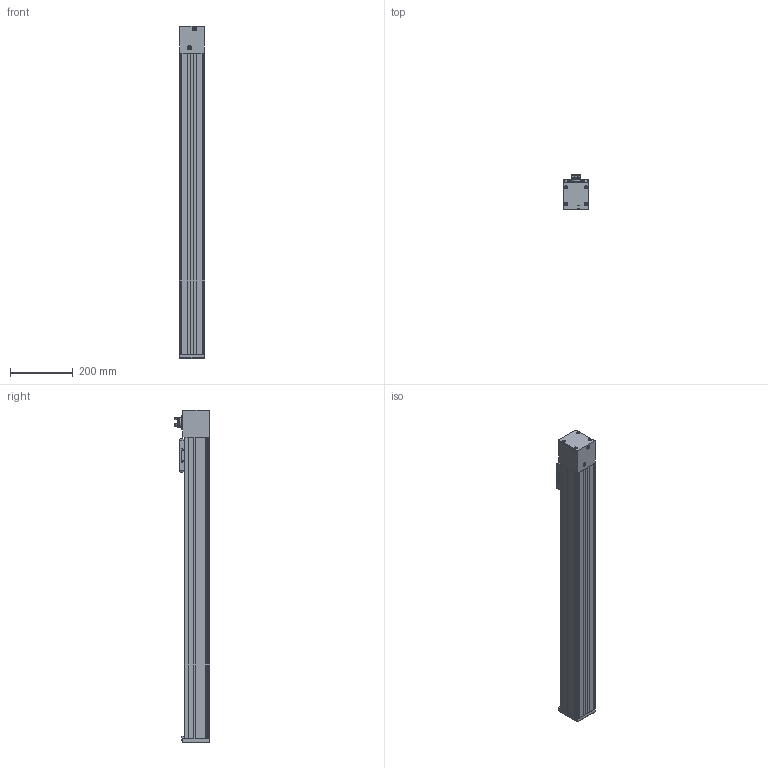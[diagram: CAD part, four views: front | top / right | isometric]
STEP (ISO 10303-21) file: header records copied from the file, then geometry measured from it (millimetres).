
FILE_DESCRIPTION(/* description */ ('STEP AP214'),/* implementation_level */ '2;1');
FILE_NAME(/* name */ '8062790_ELGC-TB-KF-80-800',/* time_stamp */ '2024-08-27T18:52:48+02:00',/* author */ ('License CC BY-ND 4.0'),/* organization */ ('CADENAS'),/* preprocessor_version */ 'ST-DEVELOPER v19.3',/* originating_system */ 'PARTsolutions',/* authorisation */ ' ');
FILE_SCHEMA (('AUTOMOTIVE_DESIGN {1 0 10303 214 3 1 1}'));
Length unit declared in the file: millimetre
Products named in the file (6): 8062790 ELGC-TB-KF-80-800---(0); 8058610 ELGC-TB-KF-80-800---(0000h) ; 340116 G1/8-AEVU; 8058610 ELGC-TB-KF-80(s); 8141996 EAMC-30-GB16-D12x10-A; DIN-912 - M4x12(F)
Assembly tree (5 placements, depth 2):
  8062790 ELGC-TB-KF-80-800---(0)
    8058610 ELGC-TB-KF-80-800---(0000h) 
    340116 G1/8-AEVU
    8058610 ELGC-TB-KF-80(s)
    8141996 EAMC-30-GB16-D12x10-A
    DIN-912 - M4x12(F)
Bounding box: 80 x 111.9 x 1060 mm (x, y, z)
Volume: 5222851.2 mm3; surface area: 654702.1 mm2
Topology: 5 solids, 5 shells, 761 faces, 1932 edges, 1256 vertices
Faces by surface type: plane 363, cylinder 323, cone 50, torus 25
Full cylindrical faces by diameter (mm): 3.242 x9, 4 x3, 4.5 x1, 4.917 x8, 6.2 x1, 7 x3, 7.4 x1, 8.3 x1, 8.4 x2, 8.5 x8, 8.566 x1, 9.4 x2, 10 x3, 10.1 x4, 10.7 x4, 11 x1, 12 x3, 25 x1, 32 x1
Entity records: 24034 total; most frequent: CARTESIAN_POINT 4040, DIRECTION 4024, ORIENTED_EDGE 3620, EDGE_CURVE 1810, AXIS2_PLACEMENT_3D 1503, VERTEX_POINT 1248, LINE 1018, VECTOR 1018
